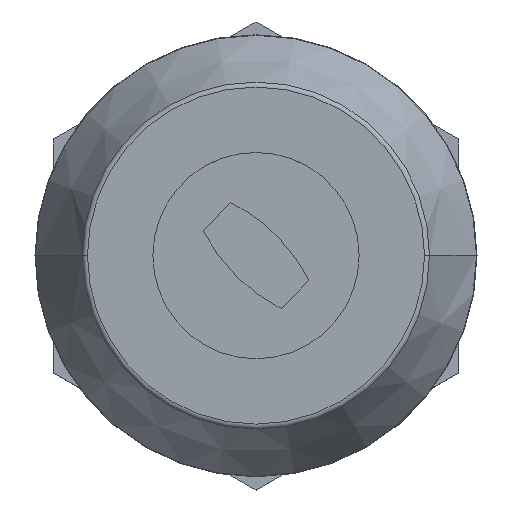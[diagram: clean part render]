
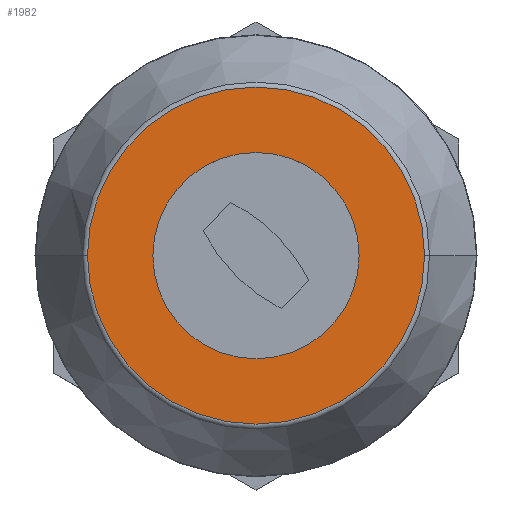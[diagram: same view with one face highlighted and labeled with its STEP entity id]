
A CAD part, top view. The second image highlights one B-rep face of the part: STEP entity #1982.
In plain terms, the highlighted planar face has unit normal (0, 0, 1).
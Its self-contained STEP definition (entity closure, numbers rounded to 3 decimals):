
#315 = CARTESIAN_POINT ( 'NONE',  ( 0., 0., 0. ) ) ;
#549 = CARTESIAN_POINT ( 'NONE',  ( 9.15, 0., 0. ) ) ;
#696 = AXIS2_PLACEMENT_3D ( 'NONE', #4743, #2040, #4044 ) ;
#725 = CARTESIAN_POINT ( 'NONE',  ( 0., 0., 0. ) ) ;
#912 = AXIS2_PLACEMENT_3D ( 'NONE', #6846, #2111, #8311 ) ;
#968 = CARTESIAN_POINT ( 'NONE',  ( 0., 0., 0. ) ) ;
#1028 = DIRECTION ( 'NONE',  ( 0., 0., 1. ) ) ;
#1128 = ORIENTED_EDGE ( 'NONE', *, *, #4020, .T. ) ;
#1155 = ORIENTED_EDGE ( 'NONE', *, *, #1588, .T. ) ;
#1441 = DIRECTION ( 'NONE',  ( -1., 0., 0. ) ) ;
#1588 = EDGE_CURVE ( 'NONE', #4490, #6434, #6044, .T. ) ;
#1823 = EDGE_CURVE ( 'NONE', #2955, #3320, #2291, .T. ) ;
#1884 = EDGE_CURVE ( 'NONE', #3320, #2955, #3461, .T. ) ;
#1982 = ADVANCED_FACE ( 'NONE', ( #5287, #7000 ), #6101, .F. ) ;
#2040 = DIRECTION ( 'NONE',  ( 0., 0., -1. ) ) ;
#2111 = DIRECTION ( 'NONE',  ( 0., 0., 1. ) ) ;
#2291 = CIRCLE ( 'NONE', #2693, 5.6 ) ;
#2693 = AXIS2_PLACEMENT_3D ( 'NONE', #315, #1028, #6514 ) ;
#2893 = CIRCLE ( 'NONE', #6564, 9.15 ) ;
#2955 = VERTEX_POINT ( 'NONE', #7775 ) ;
#3320 = VERTEX_POINT ( 'NONE', #8182 ) ;
#3396 = DIRECTION ( 'NONE',  ( 1., 0., 0. ) ) ;
#3461 = CIRCLE ( 'NONE', #8380, 5.6 ) ;
#4020 = EDGE_CURVE ( 'NONE', #6434, #4490, #2893, .T. ) ;
#4044 = DIRECTION ( 'NONE',  ( -1., 0., 0. ) ) ;
#4490 = VERTEX_POINT ( 'NONE', #7330 ) ;
#4743 = CARTESIAN_POINT ( 'NONE',  ( 0., 5.6, 0. ) ) ;
#5287 = FACE_OUTER_BOUND ( 'NONE', #8826, .T. ) ;
#5530 = DIRECTION ( 'NONE',  ( 0., 0., 1. ) ) ;
#5770 = DIRECTION ( 'NONE',  ( 0., 0., 1. ) ) ;
#5857 = EDGE_LOOP ( 'NONE', ( #6959, #6951 ) ) ;
#6044 = CIRCLE ( 'NONE', #912, 9.15 ) ;
#6101 = PLANE ( 'NONE',  #696 ) ;
#6434 = VERTEX_POINT ( 'NONE', #549 ) ;
#6514 = DIRECTION ( 'NONE',  ( 1., 0., 0. ) ) ;
#6564 = AXIS2_PLACEMENT_3D ( 'NONE', #725, #5530, #1441 ) ;
#6846 = CARTESIAN_POINT ( 'NONE',  ( 0., 0., 0. ) ) ;
#6951 = ORIENTED_EDGE ( 'NONE', *, *, #1884, .F. ) ;
#6959 = ORIENTED_EDGE ( 'NONE', *, *, #1823, .F. ) ;
#7000 = FACE_BOUND ( 'NONE', #5857, .T. ) ;
#7330 = CARTESIAN_POINT ( 'NONE',  ( -9.15, 0., 0. ) ) ;
#7775 = CARTESIAN_POINT ( 'NONE',  ( 5.6, 0., 0. ) ) ;
#8182 = CARTESIAN_POINT ( 'NONE',  ( -5.6, 0., 0. ) ) ;
#8311 = DIRECTION ( 'NONE',  ( -1., 0., 0. ) ) ;
#8380 = AXIS2_PLACEMENT_3D ( 'NONE', #968, #5770, #3396 ) ;
#8826 = EDGE_LOOP ( 'NONE', ( #1155, #1128 ) ) ;
